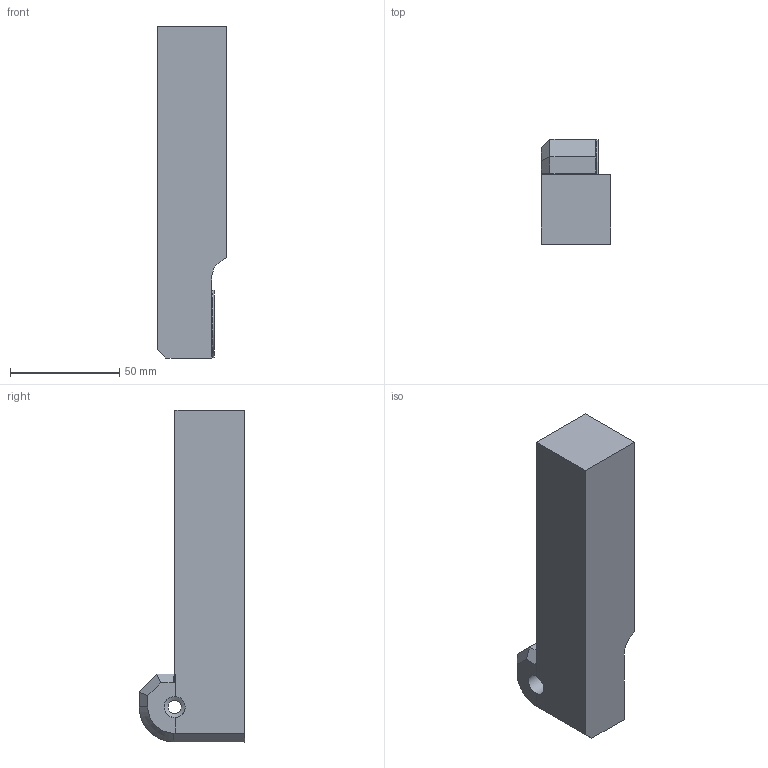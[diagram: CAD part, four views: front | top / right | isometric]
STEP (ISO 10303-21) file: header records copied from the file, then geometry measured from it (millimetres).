
FILE_DESCRIPTION(/* description */ (''),/* implementation_level */ '2;1');
FILE_NAME(/* name */ '1535447829923.stp',/* time_stamp */ '2018-08-28T14:47:21+05:00',/* author */ (''),/* organization */ ('SMS'),/* preprocessor_version */ 'ST-DEVELOPER v15',/* originating_system */ 'SIEMENS PLM Software NX 8.5',/* authorisation */ '');
FILE_SCHEMA (('AUTOMOTIVE_DESIGN { 1 0 10303 214 3 1 1 1 }'));
Length unit declared in the file: millimetre
Products named in the file (1): 201781686mod000_00
Bounding box: 31.85 x 48.15 x 151.65 mm (x, y, z)
Volume: 152322.3 mm3; surface area: 23243.4 mm2
Topology: 1 solids, 1 shells, 55 faces, 136 edges, 86 vertices
Faces by surface type: plane 25, cylinder 17, cone 13
Full cylindrical faces by diameter (mm): 4.2 x4, 5 x4, 6 x1, 6.009 x1, 9.639 x1, 12 x1
Entity records: 1524 total; most frequent: CARTESIAN_POINT 272, DIRECTION 257, ORIENTED_EDGE 212, EDGE_CURVE 106, AXIS2_PLACEMENT_3D 99, EDGE_LOOP 79, VERTEX_POINT 79, LINE 59
